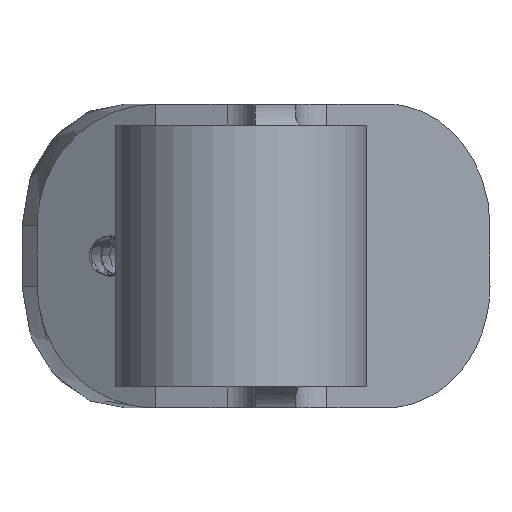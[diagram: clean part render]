
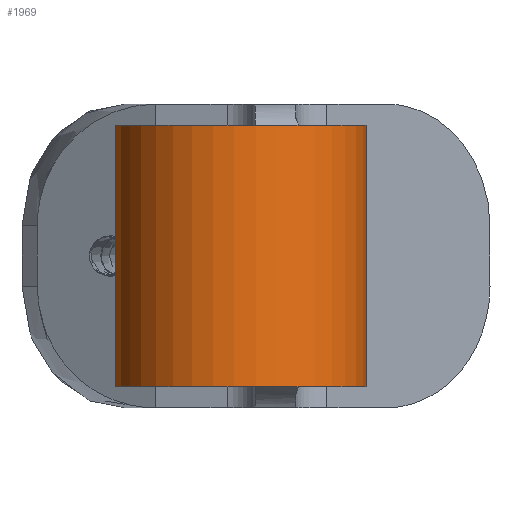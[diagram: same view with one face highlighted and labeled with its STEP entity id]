
A CAD part, front view. The second image highlights one B-rep face of the part: STEP entity #1969.
In plain terms, the highlighted cylindrical face has radius 6.2 mm (diameter 12.4 mm), a partial arc.
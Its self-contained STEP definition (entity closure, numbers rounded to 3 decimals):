
#155=FACE_OUTER_BOUND('',#271,.T.);
#271=EDGE_LOOP('',(#1329,#1330,#1331,#1332));
#529=LINE('',#2584,#640);
#534=LINE('',#2613,#645);
#640=VECTOR('',#2231,10.);
#645=VECTOR('',#2248,10.);
#757=CIRCLE('',#2115,6.2);
#758=CIRCLE('',#2116,6.2);
#793=VERTEX_POINT('',#2581);
#794=VERTEX_POINT('',#2583);
#803=VERTEX_POINT('',#2610);
#804=VERTEX_POINT('',#2612);
#996=EDGE_CURVE('',#793,#794,#529,.T.);
#1007=EDGE_CURVE('',#803,#804,#534,.T.);
#1010=EDGE_CURVE('',#804,#793,#757,.T.);
#1011=EDGE_CURVE('',#803,#794,#758,.T.);
#1329=ORIENTED_EDGE('',*,*,#996,.F.);
#1330=ORIENTED_EDGE('',*,*,#1010,.F.);
#1331=ORIENTED_EDGE('',*,*,#1007,.F.);
#1332=ORIENTED_EDGE('',*,*,#1011,.T.);
#1951=CYLINDRICAL_SURFACE('',#2114,6.2);
#1969=ADVANCED_FACE('',(#155),#1951,.T.);
#2114=AXIS2_PLACEMENT_3D('',#2617,#2252,#2253);
#2115=AXIS2_PLACEMENT_3D('',#2618,#2254,#2255);
#2116=AXIS2_PLACEMENT_3D('',#2619,#2256,#2257);
#2231=DIRECTION('',(0.,0.,-1.));
#2248=DIRECTION('',(0.,0.,1.));
#2252=DIRECTION('center_axis',(0.,0.,1.));
#2253=DIRECTION('ref_axis',(-0.224,-0.975,0.));
#2254=DIRECTION('center_axis',(0.,0.,1.));
#2255=DIRECTION('ref_axis',(1.,0.,0.));
#2256=DIRECTION('center_axis',(0.,0.,1.));
#2257=DIRECTION('ref_axis',(1.,0.,0.));
#2581=CARTESIAN_POINT('',(-15.798,6.707,6.45));
#2583=CARTESIAN_POINT('',(-15.798,6.707,-6.45));
#2584=CARTESIAN_POINT('',(-15.798,6.707,0.));
#2610=CARTESIAN_POINT('',(-20.335,7.748,-6.45));
#2612=CARTESIAN_POINT('',(-20.335,7.748,6.45));
#2613=CARTESIAN_POINT('',(-20.335,7.748,0.));
#2617=CARTESIAN_POINT('Origin',(-19.352,1.627,0.));
#2618=CARTESIAN_POINT('Origin',(-19.352,1.627,6.45));
#2619=CARTESIAN_POINT('Origin',(-19.352,1.627,-6.45));
